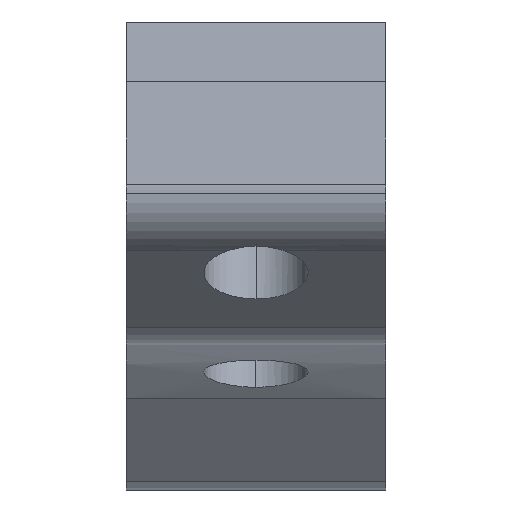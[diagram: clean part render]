
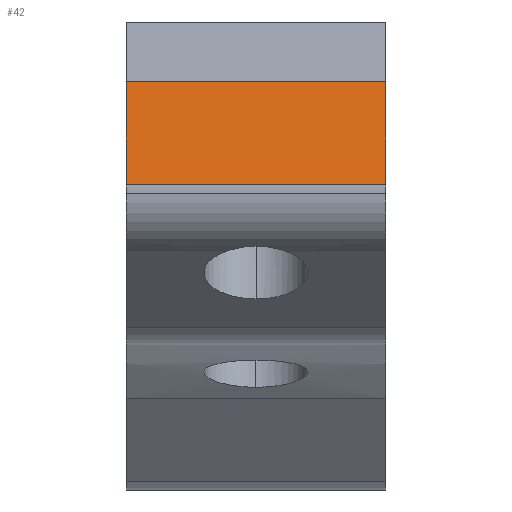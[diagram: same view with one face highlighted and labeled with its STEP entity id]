
A CAD part, top view. The second image highlights one B-rep face of the part: STEP entity #42.
In plain terms, the highlighted planar face has unit normal (0, 0.139, 0.99).
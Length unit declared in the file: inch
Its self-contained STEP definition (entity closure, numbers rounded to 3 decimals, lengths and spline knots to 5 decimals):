
#9 = DIRECTION ( 'NONE',  ( 0., -0.139, -0.99 ) ) ;
#29 = VERTEX_POINT ( 'NONE', #172 ) ;
#30 = DIRECTION ( 'NONE',  ( 0., -0.99, 0.139 ) ) ;
#37 = DIRECTION ( 'NONE',  ( -1., 0., 0. ) ) ;
#42 = ADVANCED_FACE ( 'NONE', ( #375 ), #845, .F. ) ;
#99 = VECTOR ( 'NONE', #37, 39.37008 ) ;
#138 = CARTESIAN_POINT ( 'NONE',  ( -1.325, 1.16465, 3.80943 ) ) ;
#158 = EDGE_CURVE ( 'NONE', #353, #701, #407, .T. ) ;
#159 = CARTESIAN_POINT ( 'NONE',  ( -1.825, 1.36271, 3.7816 ) ) ;
#172 = CARTESIAN_POINT ( 'NONE',  ( -1.325, 1.36271, 3.7816 ) ) ;
#173 = VECTOR ( 'NONE', #30, 39.37008 ) ;
#221 = DIRECTION ( 'NONE',  ( -1., 0., 0. ) ) ;
#241 = CARTESIAN_POINT ( 'NONE',  ( -1.325, 1.36271, 3.7816 ) ) ;
#264 = ORIENTED_EDGE ( 'NONE', *, *, #288, .F. ) ;
#288 = EDGE_CURVE ( 'NONE', #29, #353, #601, .T. ) ;
#326 = VERTEX_POINT ( 'NONE', #159 ) ;
#337 = EDGE_LOOP ( 'NONE', ( #1003, #682, #264, #521 ) ) ;
#353 = VERTEX_POINT ( 'NONE', #971 ) ;
#375 = FACE_OUTER_BOUND ( 'NONE', #337, .T. ) ;
#407 = LINE ( 'NONE', #138, #759 ) ;
#475 = CARTESIAN_POINT ( 'NONE',  ( -1.825, 1.16465, 3.80943 ) ) ;
#491 = VECTOR ( 'NONE', #945, 39.37008 ) ;
#521 = ORIENTED_EDGE ( 'NONE', *, *, #954, .T. ) ;
#557 = DIRECTION ( 'NONE',  ( 0., 0.99, -0.139 ) ) ;
#575 = CARTESIAN_POINT ( 'NONE',  ( -1.825, 1.36271, 3.7816 ) ) ;
#576 = LINE ( 'NONE', #731, #99 ) ;
#601 = LINE ( 'NONE', #241, #491 ) ;
#682 = ORIENTED_EDGE ( 'NONE', *, *, #158, .F. ) ;
#701 = VERTEX_POINT ( 'NONE', #475 ) ;
#704 = EDGE_CURVE ( 'NONE', #326, #701, #841, .T. ) ;
#731 = CARTESIAN_POINT ( 'NONE',  ( -1.325, 1.36271, 3.7816 ) ) ;
#759 = VECTOR ( 'NONE', #221, 39.37008 ) ;
#841 = LINE ( 'NONE', #575, #173 ) ;
#845 = PLANE ( 'NONE',  #849 ) ;
#849 = AXIS2_PLACEMENT_3D ( 'NONE', #935, #9, #557 ) ;
#935 = CARTESIAN_POINT ( 'NONE',  ( -1.325, 1.36271, 3.7816 ) ) ;
#945 = DIRECTION ( 'NONE',  ( 0., -0.99, 0.139 ) ) ;
#954 = EDGE_CURVE ( 'NONE', #29, #326, #576, .T. ) ;
#971 = CARTESIAN_POINT ( 'NONE',  ( -1.325, 1.16465, 3.80943 ) ) ;
#1003 = ORIENTED_EDGE ( 'NONE', *, *, #704, .T. ) ;
